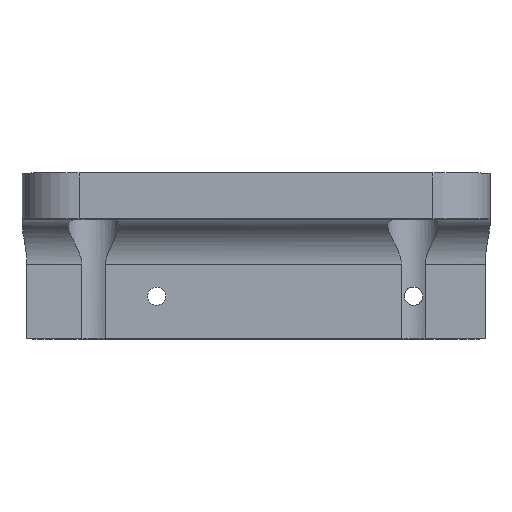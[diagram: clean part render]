
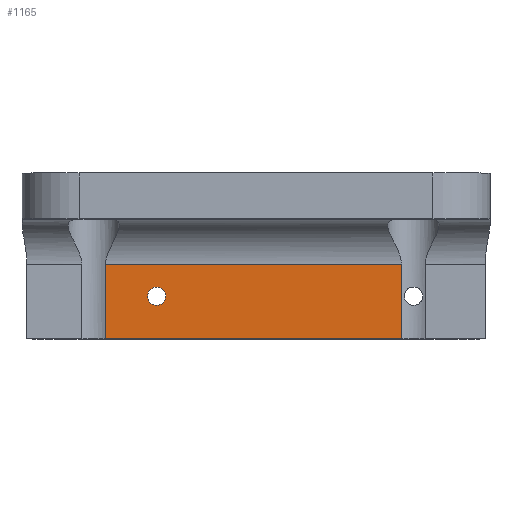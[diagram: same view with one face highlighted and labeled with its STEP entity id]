
A CAD part, top view. The second image highlights one B-rep face of the part: STEP entity #1165.
In plain terms, the highlighted planar face has unit normal (0, 0, 1).
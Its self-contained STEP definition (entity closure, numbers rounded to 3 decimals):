
#13 = VERTEX_POINT ( 'NONE', #1340 ) ;
#71 = CARTESIAN_POINT ( 'NONE',  ( 23.6, -21.5, -52. ) ) ;
#74 = ORIENTED_EDGE ( 'NONE', *, *, #201, .F. ) ;
#141 = EDGE_CURVE ( 'NONE', #1264, #1152, #259, .T. ) ;
#196 = VERTEX_POINT ( 'NONE', #1271 ) ;
#201 = EDGE_CURVE ( 'NONE', #884, #13, #215, .T. ) ;
#215 = LINE ( 'NONE', #732, #1028 ) ;
#232 = LINE ( 'NONE', #636, #1054 ) ;
#259 = CIRCLE ( 'NONE', #1608, 1.6 ) ;
#396 = VECTOR ( 'NONE', #852, 1000. ) ;
#405 = LINE ( 'NONE', #798, #769 ) ;
#456 = EDGE_LOOP ( 'NONE', ( #695, #892, #74, #486 ) ) ;
#486 = ORIENTED_EDGE ( 'NONE', *, *, #1307, .T. ) ;
#516 = DIRECTION ( 'NONE',  ( -1., 0., 0. ) ) ;
#577 = CIRCLE ( 'NONE', #799, 1.6 ) ;
#597 = DIRECTION ( 'NONE',  ( -1., 0., 0. ) ) ;
#607 = CARTESIAN_POINT ( 'NONE',  ( 0., -111.219, -52. ) ) ;
#636 = CARTESIAN_POINT ( 'NONE',  ( 0., -16., -52. ) ) ;
#641 = ORIENTED_EDGE ( 'NONE', *, *, #141, .T. ) ;
#686 = DIRECTION ( 'NONE',  ( -1., 0., 0. ) ) ;
#695 = ORIENTED_EDGE ( 'NONE', *, *, #786, .F. ) ;
#732 = CARTESIAN_POINT ( 'NONE',  ( 66.508, -29., -52. ) ) ;
#735 = CARTESIAN_POINT ( 'NONE',  ( 14.623, -16., -52. ) ) ;
#745 = DIRECTION ( 'NONE',  ( -1., 0., 0. ) ) ;
#769 = VECTOR ( 'NONE', #1052, 1000. ) ;
#786 = EDGE_CURVE ( 'NONE', #196, #1091, #405, .T. ) ;
#798 = CARTESIAN_POINT ( 'NONE',  ( 14.623, -29., -52. ) ) ;
#799 = AXIS2_PLACEMENT_3D ( 'NONE', #1388, #1017, #745 ) ;
#839 = CARTESIAN_POINT ( 'NONE',  ( 25.2, -21.5, -52. ) ) ;
#852 = DIRECTION ( 'NONE',  ( -1., 0., 0. ) ) ;
#859 = FACE_OUTER_BOUND ( 'NONE', #456, .T. ) ;
#883 = AXIS2_PLACEMENT_3D ( 'NONE', #607, #1378, #597 ) ;
#884 = VERTEX_POINT ( 'NONE', #1092 ) ;
#892 = ORIENTED_EDGE ( 'NONE', *, *, #1225, .F. ) ;
#1017 = DIRECTION ( 'NONE',  ( 0., 0., -1. ) ) ;
#1028 = VECTOR ( 'NONE', #1159, 1000. ) ;
#1052 = DIRECTION ( 'NONE',  ( 0., 1., 0. ) ) ;
#1054 = VECTOR ( 'NONE', #516, 1000. ) ;
#1086 = EDGE_CURVE ( 'NONE', #1152, #1264, #577, .T. ) ;
#1091 = VERTEX_POINT ( 'NONE', #735 ) ;
#1092 = CARTESIAN_POINT ( 'NONE',  ( 66.508, -16., -52. ) ) ;
#1111 = LINE ( 'NONE', #1502, #396 ) ;
#1146 = PLANE ( 'NONE',  #883 ) ;
#1152 = VERTEX_POINT ( 'NONE', #1248 ) ;
#1159 = DIRECTION ( 'NONE',  ( 0., -1., 0. ) ) ;
#1165 = ADVANCED_FACE ( 'NONE', ( #1556, #859 ), #1146, .F. ) ;
#1225 = EDGE_CURVE ( 'NONE', #13, #196, #1111, .T. ) ;
#1248 = CARTESIAN_POINT ( 'NONE',  ( 22., -21.5, -52. ) ) ;
#1264 = VERTEX_POINT ( 'NONE', #839 ) ;
#1271 = CARTESIAN_POINT ( 'NONE',  ( 14.623, -29., -52. ) ) ;
#1307 = EDGE_CURVE ( 'NONE', #884, #1091, #232, .T. ) ;
#1329 = EDGE_LOOP ( 'NONE', ( #1439, #641 ) ) ;
#1340 = CARTESIAN_POINT ( 'NONE',  ( 66.508, -29., -52. ) ) ;
#1378 = DIRECTION ( 'NONE',  ( 0., 0., -1. ) ) ;
#1388 = CARTESIAN_POINT ( 'NONE',  ( 23.6, -21.5, -52. ) ) ;
#1439 = ORIENTED_EDGE ( 'NONE', *, *, #1086, .T. ) ;
#1502 = CARTESIAN_POINT ( 'NONE',  ( 0., -29., -52. ) ) ;
#1556 = FACE_BOUND ( 'NONE', #1329, .T. ) ;
#1608 = AXIS2_PLACEMENT_3D ( 'NONE', #71, #1653, #686 ) ;
#1653 = DIRECTION ( 'NONE',  ( 0., 0., -1. ) ) ;
